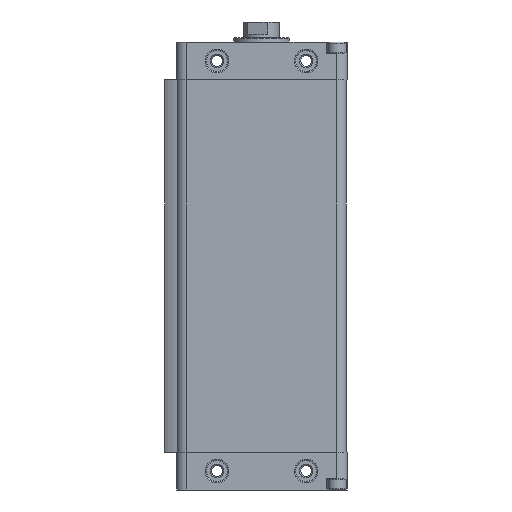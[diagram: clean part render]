
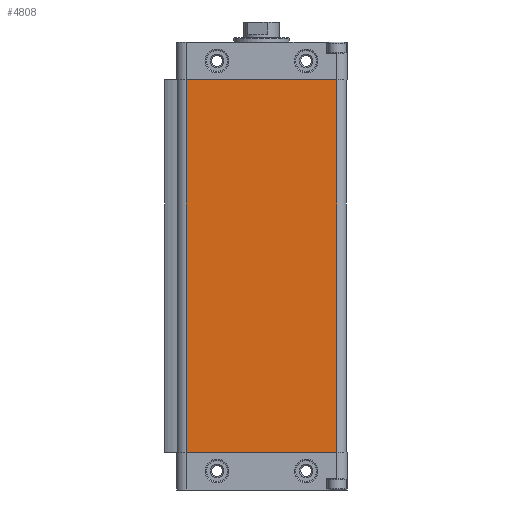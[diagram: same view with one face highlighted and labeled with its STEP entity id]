
A CAD part, left-side view. The second image highlights one B-rep face of the part: STEP entity #4808.
In plain terms, the highlighted planar face has unit normal (-1, 0, 0).
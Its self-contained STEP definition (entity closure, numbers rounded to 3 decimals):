
#780=ORIENTED_EDGE('',*,*,#2045,.F.);
#781=ORIENTED_EDGE('',*,*,#2059,.F.);
#782=ORIENTED_EDGE('',*,*,#2060,.T.);
#783=ORIENTED_EDGE('',*,*,#2061,.T.);
#2045=EDGE_CURVE('',#2671,#2672,#3075,.T.);
#2059=EDGE_CURVE('',#2683,#2671,#3082,.T.);
#2060=EDGE_CURVE('',#2683,#2684,#3083,.T.);
#2061=EDGE_CURVE('',#2684,#2672,#3084,.T.);
#2671=VERTEX_POINT('',#7784);
#2672=VERTEX_POINT('',#7786);
#2683=VERTEX_POINT('',#7813);
#2684=VERTEX_POINT('',#7815);
#3075=LINE('',#7785,#3411);
#3082=LINE('',#7812,#3418);
#3083=LINE('',#7814,#3419);
#3084=LINE('',#7816,#3420);
#3411=VECTOR('',#6078,1000.);
#3418=VECTOR('',#6103,1000.);
#3419=VECTOR('',#6104,1000.);
#3420=VECTOR('',#6105,1000.);
#3744=EDGE_LOOP('',(#780,#781,#782,#783));
#4212=FACE_BOUND('',#3744,.T.);
#4623=PLANE('',#5259);
#4808=ADVANCED_FACE('',(#4212),#4623,.T.);
#5259=AXIS2_PLACEMENT_3D('',#7811,#6101,#6102);
#6078=DIRECTION('',(0.,-1.,0.));
#6101=DIRECTION('',(-1.,0.,0.));
#6102=DIRECTION('',(0.,0.,1.));
#6103=DIRECTION('',(0.,0.,1.));
#6104=DIRECTION('',(0.,-1.,0.));
#6105=DIRECTION('',(0.,0.,1.));
#7784=CARTESIAN_POINT('',(-14.5,33.75,-17.));
#7785=CARTESIAN_POINT('',(-14.5,33.75,-17.));
#7786=CARTESIAN_POINT('',(-14.5,-33.75,-17.));
#7811=CARTESIAN_POINT('',(-14.5,33.75,-184.));
#7812=CARTESIAN_POINT('',(-14.5,33.75,-184.));
#7813=CARTESIAN_POINT('',(-14.5,33.75,-184.));
#7814=CARTESIAN_POINT('',(-14.5,33.75,-184.));
#7815=CARTESIAN_POINT('',(-14.5,-33.75,-184.));
#7816=CARTESIAN_POINT('',(-14.5,-33.75,-184.));
